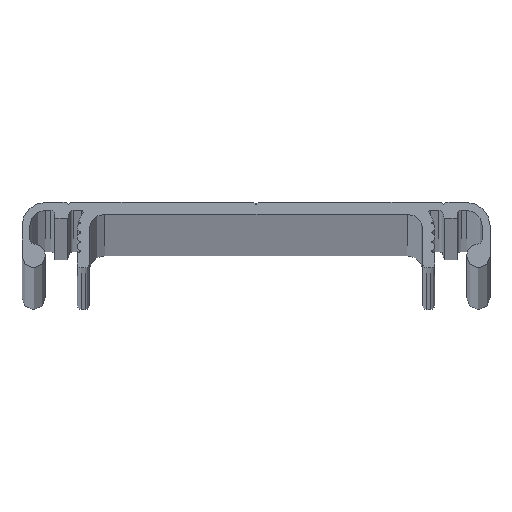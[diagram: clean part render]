
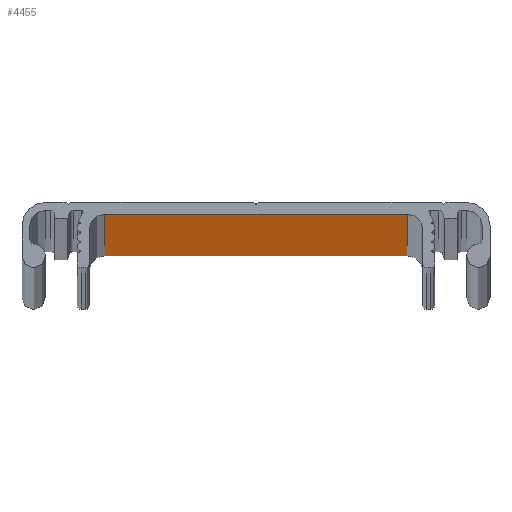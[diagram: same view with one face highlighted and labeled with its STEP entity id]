
A CAD part, top view. The second image highlights one B-rep face of the part: STEP entity #4455.
In plain terms, the highlighted planar face has unit normal (0, -1, 0).
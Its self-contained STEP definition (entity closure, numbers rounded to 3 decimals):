
#73 = PLANE('',#74);
#74 = AXIS2_PLACEMENT_3D('',#75,#76,#77);
#75 = CARTESIAN_POINT('',(-24.05,-0.072,0.));
#76 = DIRECTION('',(0.,0.,1.));
#77 = DIRECTION('',(1.,0.,-0.));
#132 = PLANE('',#133);
#133 = AXIS2_PLACEMENT_3D('',#134,#135,#136);
#134 = CARTESIAN_POINT('',(-24.05,-0.072,-3060.
    ));
#135 = DIRECTION('',(0.,0.,1.));
#136 = DIRECTION('',(1.,0.,-0.));
#4336 = CYLINDRICAL_SURFACE('',#4337,2.);
#4337 = AXIS2_PLACEMENT_3D('',#4338,#4339,#4340);
#4338 = CARTESIAN_POINT('',(19.4,-3.5,-3060.));
#4339 = DIRECTION('',(0.,0.,1.));
#4340 = DIRECTION('',(1.,0.,-0.));
#4375 = VERTEX_POINT('',#4376);
#4376 = CARTESIAN_POINT('',(19.4,-1.5,-3060.));
#4402 = EDGE_CURVE('',#4375,#4403,#4405,.T.);
#4403 = VERTEX_POINT('',#4404);
#4404 = CARTESIAN_POINT('',(19.4,-1.5,0.));
#4405 = SURFACE_CURVE('',#4406,(#4410,#4417),.PCURVE_S1.);
#4406 = LINE('',#4407,#4408);
#4407 = CARTESIAN_POINT('',(19.4,-1.5,-3060.));
#4408 = VECTOR('',#4409,1.);
#4409 = DIRECTION('',(0.,0.,1.));
#4410 = PCURVE('',#4336,#4411);
#4411 = DEFINITIONAL_REPRESENTATION('',(#4412),#4416);
#4412 = LINE('',#4413,#4414);
#4413 = CARTESIAN_POINT('',(1.571,0.));
#4414 = VECTOR('',#4415,1.);
#4415 = DIRECTION('',(0.,1.));
#4416 = ( GEOMETRIC_REPRESENTATION_CONTEXT(2) 
PARAMETRIC_REPRESENTATION_CONTEXT() REPRESENTATION_CONTEXT('2D SPACE',''
  ) );
#4417 = PCURVE('',#4418,#4423);
#4418 = PLANE('',#4419);
#4419 = AXIS2_PLACEMENT_3D('',#4420,#4421,#4422);
#4420 = CARTESIAN_POINT('',(-19.4,-1.5,-3060.));
#4421 = DIRECTION('',(0.,-1.,0.));
#4422 = DIRECTION('',(0.,-0.,-1.));
#4423 = DEFINITIONAL_REPRESENTATION('',(#4424),#4428);
#4424 = LINE('',#4425,#4426);
#4425 = CARTESIAN_POINT('',(0.,38.8));
#4426 = VECTOR('',#4427,1.);
#4427 = DIRECTION('',(-1.,0.));
#4428 = ( GEOMETRIC_REPRESENTATION_CONTEXT(2) 
PARAMETRIC_REPRESENTATION_CONTEXT() REPRESENTATION_CONTEXT('2D SPACE',''
  ) );
#4455 = ADVANCED_FACE('',(#4456),#4418,.T.);
#4456 = FACE_BOUND('',#4457,.T.);
#4457 = EDGE_LOOP('',(#4458,#4481,#4509,#4530));
#4458 = ORIENTED_EDGE('',*,*,#4459,.F.);
#4459 = EDGE_CURVE('',#4460,#4403,#4462,.T.);
#4460 = VERTEX_POINT('',#4461);
#4461 = CARTESIAN_POINT('',(-19.4,-1.5,0.));
#4462 = SURFACE_CURVE('',#4463,(#4467,#4474),.PCURVE_S1.);
#4463 = LINE('',#4464,#4465);
#4464 = CARTESIAN_POINT('',(-19.4,-1.5,0.));
#4465 = VECTOR('',#4466,1.);
#4466 = DIRECTION('',(1.,0.,0.));
#4467 = PCURVE('',#4418,#4468);
#4468 = DEFINITIONAL_REPRESENTATION('',(#4469),#4473);
#4469 = LINE('',#4470,#4471);
#4470 = CARTESIAN_POINT('',(-3060.,0.));
#4471 = VECTOR('',#4472,1.);
#4472 = DIRECTION('',(0.,1.));
#4473 = ( GEOMETRIC_REPRESENTATION_CONTEXT(2) 
PARAMETRIC_REPRESENTATION_CONTEXT() REPRESENTATION_CONTEXT('2D SPACE',''
  ) );
#4474 = PCURVE('',#73,#4475);
#4475 = DEFINITIONAL_REPRESENTATION('',(#4476),#4480);
#4476 = LINE('',#4477,#4478);
#4477 = CARTESIAN_POINT('',(4.65,-1.428));
#4478 = VECTOR('',#4479,1.);
#4479 = DIRECTION('',(1.,0.));
#4480 = ( GEOMETRIC_REPRESENTATION_CONTEXT(2) 
PARAMETRIC_REPRESENTATION_CONTEXT() REPRESENTATION_CONTEXT('2D SPACE',''
  ) );
#4481 = ORIENTED_EDGE('',*,*,#4482,.F.);
#4482 = EDGE_CURVE('',#4483,#4460,#4485,.T.);
#4483 = VERTEX_POINT('',#4484);
#4484 = CARTESIAN_POINT('',(-19.4,-1.5,-3060.));
#4485 = SURFACE_CURVE('',#4486,(#4490,#4497),.PCURVE_S1.);
#4486 = LINE('',#4487,#4488);
#4487 = CARTESIAN_POINT('',(-19.4,-1.5,-3060.));
#4488 = VECTOR('',#4489,1.);
#4489 = DIRECTION('',(0.,0.,1.));
#4490 = PCURVE('',#4418,#4491);
#4491 = DEFINITIONAL_REPRESENTATION('',(#4492),#4496);
#4492 = LINE('',#4493,#4494);
#4493 = CARTESIAN_POINT('',(0.,0.));
#4494 = VECTOR('',#4495,1.);
#4495 = DIRECTION('',(-1.,0.));
#4496 = ( GEOMETRIC_REPRESENTATION_CONTEXT(2) 
PARAMETRIC_REPRESENTATION_CONTEXT() REPRESENTATION_CONTEXT('2D SPACE',''
  ) );
#4497 = PCURVE('',#4498,#4503);
#4498 = CYLINDRICAL_SURFACE('',#4499,2.);
#4499 = AXIS2_PLACEMENT_3D('',#4500,#4501,#4502);
#4500 = CARTESIAN_POINT('',(-19.4,-3.5,-3060.));
#4501 = DIRECTION('',(0.,0.,1.));
#4502 = DIRECTION('',(1.,0.,-0.));
#4503 = DEFINITIONAL_REPRESENTATION('',(#4504),#4508);
#4504 = LINE('',#4505,#4506);
#4505 = CARTESIAN_POINT('',(1.571,0.));
#4506 = VECTOR('',#4507,1.);
#4507 = DIRECTION('',(0.,1.));
#4508 = ( GEOMETRIC_REPRESENTATION_CONTEXT(2) 
PARAMETRIC_REPRESENTATION_CONTEXT() REPRESENTATION_CONTEXT('2D SPACE',''
  ) );
#4509 = ORIENTED_EDGE('',*,*,#4510,.T.);
#4510 = EDGE_CURVE('',#4483,#4375,#4511,.T.);
#4511 = SURFACE_CURVE('',#4512,(#4516,#4523),.PCURVE_S1.);
#4512 = LINE('',#4513,#4514);
#4513 = CARTESIAN_POINT('',(-19.4,-1.5,-3060.));
#4514 = VECTOR('',#4515,1.);
#4515 = DIRECTION('',(1.,0.,0.));
#4516 = PCURVE('',#4418,#4517);
#4517 = DEFINITIONAL_REPRESENTATION('',(#4518),#4522);
#4518 = LINE('',#4519,#4520);
#4519 = CARTESIAN_POINT('',(0.,0.));
#4520 = VECTOR('',#4521,1.);
#4521 = DIRECTION('',(0.,1.));
#4522 = ( GEOMETRIC_REPRESENTATION_CONTEXT(2) 
PARAMETRIC_REPRESENTATION_CONTEXT() REPRESENTATION_CONTEXT('2D SPACE',''
  ) );
#4523 = PCURVE('',#132,#4524);
#4524 = DEFINITIONAL_REPRESENTATION('',(#4525),#4529);
#4525 = LINE('',#4526,#4527);
#4526 = CARTESIAN_POINT('',(4.65,-1.428));
#4527 = VECTOR('',#4528,1.);
#4528 = DIRECTION('',(1.,0.));
#4529 = ( GEOMETRIC_REPRESENTATION_CONTEXT(2) 
PARAMETRIC_REPRESENTATION_CONTEXT() REPRESENTATION_CONTEXT('2D SPACE',''
  ) );
#4530 = ORIENTED_EDGE('',*,*,#4402,.T.);
